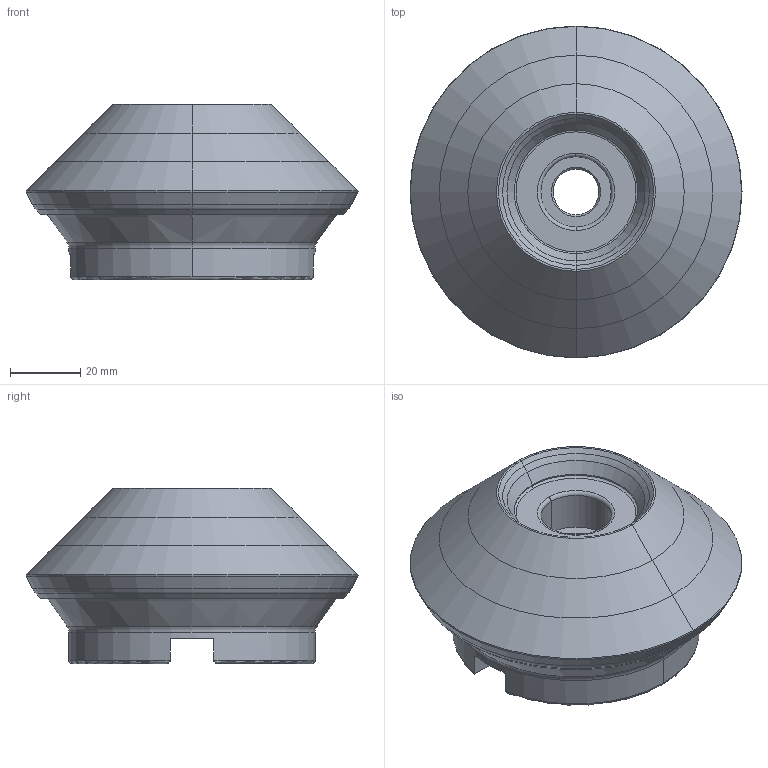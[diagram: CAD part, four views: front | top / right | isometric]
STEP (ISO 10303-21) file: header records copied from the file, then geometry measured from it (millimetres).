
FILE_DESCRIPTION((''),'2;1');
FILE_NAME('22N3R045050F2R00__ASM','2015-10-27T',('zimmermann_pc'),(''),'PRO/ENGINEER BY PARAMETRIC TECHNOLOGY CORPORATION, 2011490','PRO/ENGINEER BY PARAMETRIC TECHNOLOGY CORPORATION, 2011490','');
FILE_SCHEMA(('CONFIG_CONTROL_DESIGN'));
Length unit declared in the file: millimetre
Products named in the file (3): 22N3R045050F2R00_HSG; CUT; 22N3R045050F2R00__ASM
Assembly tree (2 placements, depth 2):
  22N3R045050F2R00__ASM
    22N3R045050F2R00_HSG
    CUT
Bounding box: 94.39 x 94.39 x 50 mm (x, y, z)
Volume: 237009.4 mm3; surface area: 40325.2 mm2
Topology: 2 solids, 2 shells, 100 faces, 222 edges, 126 vertices
Faces by surface type: revolution 30, torus 20, cone 18, plane 16, cylinder 16
Entity records: 4936 total; most frequent: CARTESIAN_POINT 2453, DIRECTION 464, ORIENTED_EDGE 444, EDGE_CURVE 222, AXIS2_PLACEMENT_3D 191, VERTEX_POINT 126, CIRCLE 116, EDGE_LOOP 104
